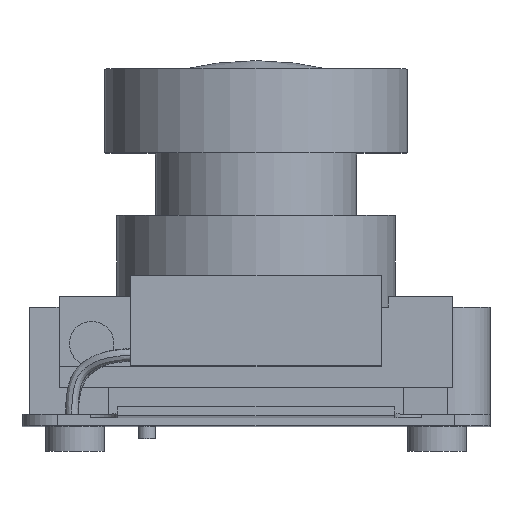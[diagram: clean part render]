
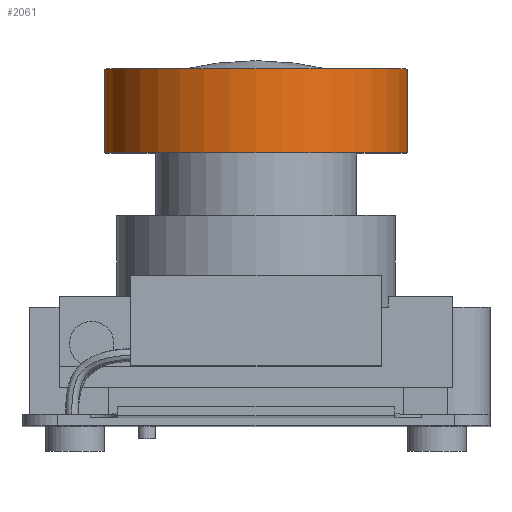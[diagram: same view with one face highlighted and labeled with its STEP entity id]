
A CAD part, top view. The second image highlights one B-rep face of the part: STEP entity #2061.
In plain terms, the highlighted cylindrical face has radius 8.5 mm (diameter 17 mm), a full revolution.
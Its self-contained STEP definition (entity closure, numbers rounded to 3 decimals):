
#179=FACE_OUTER_BOUND('',#297,.T.);
#297=EDGE_LOOP('',(#1455,#1456,#1457,#1458));
#436=LINE('',#3046,#656);
#656=VECTOR('',#2447,8.5);
#881=CIRCLE('',#2229,8.5);
#882=CIRCLE('',#2230,8.5);
#953=VERTEX_POINT('',#3043);
#954=VERTEX_POINT('',#3045);
#1154=EDGE_CURVE('',#953,#953,#881,.T.);
#1155=EDGE_CURVE('',#953,#954,#436,.T.);
#1156=EDGE_CURVE('',#954,#954,#882,.T.);
#1455=ORIENTED_EDGE('',*,*,#1154,.F.);
#1456=ORIENTED_EDGE('',*,*,#1155,.T.);
#1457=ORIENTED_EDGE('',*,*,#1156,.T.);
#1458=ORIENTED_EDGE('',*,*,#1155,.F.);
#2031=CYLINDRICAL_SURFACE('',#2228,8.5);
#2061=ADVANCED_FACE('',(#179),#2031,.T.);
#2228=AXIS2_PLACEMENT_3D('',#3042,#2443,#2444);
#2229=AXIS2_PLACEMENT_3D('',#3044,#2445,#2446);
#2230=AXIS2_PLACEMENT_3D('',#3047,#2448,#2449);
#2443=DIRECTION('center_axis',(0.,-1.,0.));
#2444=DIRECTION('ref_axis',(0.,0.,-1.));
#2445=DIRECTION('center_axis',(0.,-1.,0.));
#2446=DIRECTION('ref_axis',(0.,0.,-1.));
#2447=DIRECTION('',(0.,1.,0.));
#2448=DIRECTION('center_axis',(0.,-1.,0.));
#2449=DIRECTION('ref_axis',(0.,0.,-1.));
#3042=CARTESIAN_POINT('Origin',(0.,0.65,-3.5));
#3043=CARTESIAN_POINT('',(0.,15.3,5.));
#3044=CARTESIAN_POINT('Origin',(0.,15.3,-3.5));
#3045=CARTESIAN_POINT('',(0.,20.,5.));
#3046=CARTESIAN_POINT('',(0.,0.65,5.));
#3047=CARTESIAN_POINT('Origin',(0.,20.,-3.5));
